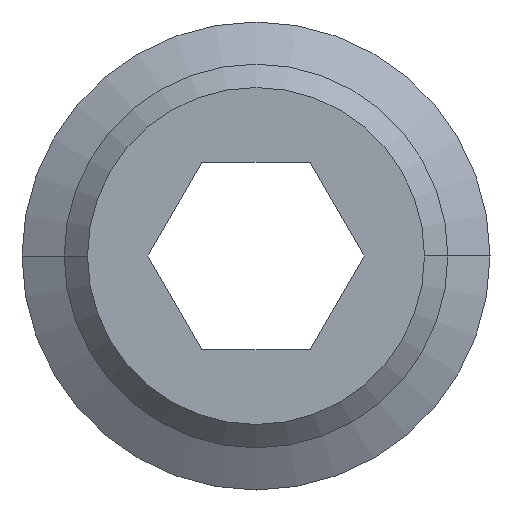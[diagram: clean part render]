
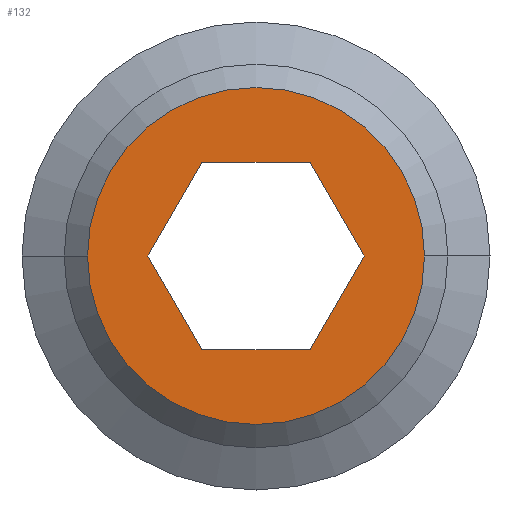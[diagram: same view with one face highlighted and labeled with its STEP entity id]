
A CAD part, left-side view. The second image highlights one B-rep face of the part: STEP entity #132.
In plain terms, the highlighted planar face has unit normal (-1, 0, 0).
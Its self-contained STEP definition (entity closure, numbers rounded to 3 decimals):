
#132=ADVANCED_FACE('',(#272,#273),#274,.T.);
#272=FACE_BOUND('',#417,.T.);
#273=FACE_OUTER_BOUND('',#418,.T.);
#274=PLANE('',#419);
#417=EDGE_LOOP('',(#765,#766,#767,#768,#769,#770));
#418=EDGE_LOOP('',(#771,#772));
#419=AXIS2_PLACEMENT_3D('',#773,#774,#775);
#765=ORIENTED_EDGE('',*,*,#969,.T.);
#766=ORIENTED_EDGE('',*,*,#965,.T.);
#767=ORIENTED_EDGE('',*,*,#961,.T.);
#768=ORIENTED_EDGE('',*,*,#957,.T.);
#769=ORIENTED_EDGE('',*,*,#977,.T.);
#770=ORIENTED_EDGE('',*,*,#973,.T.);
#771=ORIENTED_EDGE('',*,*,#900,.F.);
#772=ORIENTED_EDGE('',*,*,#1003,.F.);
#773=CARTESIAN_POINT('',(0.,1.8,0.0));
#774=DIRECTION('',(-1.0,0.,0.0));
#775=DIRECTION('',(0.,-1.0,0.0));
#900=EDGE_CURVE('',#1079,#1081,#1082,.T.);
#957=EDGE_CURVE('',#1174,#1172,#1175,.T.);
#961=EDGE_CURVE('',#1180,#1174,#1181,.T.);
#965=EDGE_CURVE('',#1186,#1180,#1187,.T.);
#969=EDGE_CURVE('',#1192,#1186,#1193,.T.);
#973=EDGE_CURVE('',#1198,#1192,#1199,.T.);
#977=EDGE_CURVE('',#1172,#1198,#1203,.T.);
#1003=EDGE_CURVE('',#1081,#1079,#1233,.T.);
#1079=VERTEX_POINT('',#1325);
#1081=VERTEX_POINT('',#1328);
#1082=CIRCLE('',#1329,3.6);
#1172=VERTEX_POINT('',#1712);
#1174=VERTEX_POINT('',#1715);
#1175=LINE('',#1716,#1717);
#1180=VERTEX_POINT('',#1724);
#1181=LINE('',#1725,#1726);
#1186=VERTEX_POINT('',#1733);
#1187=LINE('',#1734,#1735);
#1192=VERTEX_POINT('',#1742);
#1193=LINE('',#1743,#1744);
#1198=VERTEX_POINT('',#1751);
#1199=LINE('',#1752,#1753);
#1203=LINE('',#1759,#1760);
#1233=CIRCLE('',#1901,3.6);
#1325=CARTESIAN_POINT('',(0.,3.6,0.0));
#1328=CARTESIAN_POINT('',(0.,-3.6,0.));
#1329=AXIS2_PLACEMENT_3D('',#1969,#1970,#1971);
#1712=CARTESIAN_POINT('',(0.,2.309,0.));
#1715=CARTESIAN_POINT('',(0.,1.155,-2.0));
#1716=CARTESIAN_POINT('',(0.,1.957,-0.61));
#1717=VECTOR('',#2011,1.0);
#1724=CARTESIAN_POINT('',(0.,-1.155,-2.0));
#1725=CARTESIAN_POINT('',(0.,0.9,-2.0));
#1726=VECTOR('',#2014,1.0);
#1733=CARTESIAN_POINT('',(0.,-2.309,0.));
#1734=CARTESIAN_POINT('',(0.,-1.507,-1.39));
#1735=VECTOR('',#2017,1.0);
#1742=CARTESIAN_POINT('',(0.,-1.155,2.0));
#1743=CARTESIAN_POINT('',(0.,-1.507,1.39));
#1744=VECTOR('',#2020,1.0);
#1751=CARTESIAN_POINT('',(0.,1.155,2.0));
#1752=CARTESIAN_POINT('',(0.,0.9,2.0));
#1753=VECTOR('',#2023,1.0);
#1759=CARTESIAN_POINT('',(0.,1.957,0.61));
#1760=VECTOR('',#2026,1.0);
#1901=AXIS2_PLACEMENT_3D('',#2048,#2049,#2050);
#1969=CARTESIAN_POINT('',(0.,0.0,0.0));
#1970=DIRECTION('',(1.0,0.0,0.0));
#1971=DIRECTION('',(0.0,1.0,0.0));
#2011=DIRECTION('',(0.,0.5,0.866));
#2014=DIRECTION('',(0.,1.0,0.0));
#2017=DIRECTION('',(0.,0.5,-0.866));
#2020=DIRECTION('',(0.,-0.5,-0.866));
#2023=DIRECTION('',(0.,-1.0,0.));
#2026=DIRECTION('',(0.,-0.5,0.866));
#2048=CARTESIAN_POINT('',(0.,0.0,0.0));
#2049=DIRECTION('',(1.0,0.0,0.0));
#2050=DIRECTION('',(0.0,1.0,0.0));
